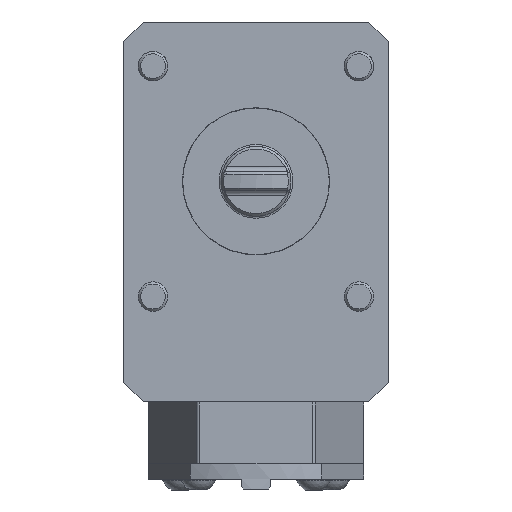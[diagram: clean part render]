
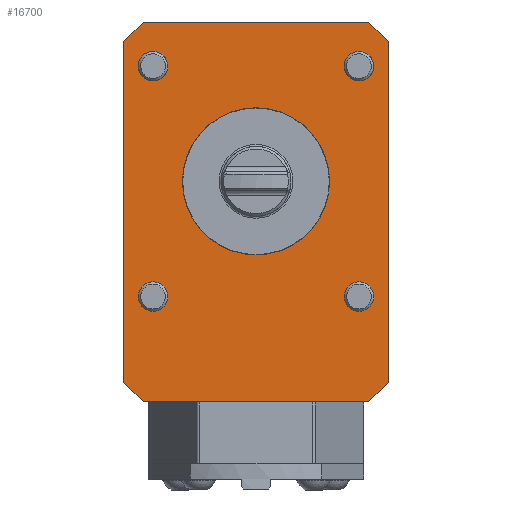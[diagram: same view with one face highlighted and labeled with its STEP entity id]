
A CAD part, front view. The second image highlights one B-rep face of the part: STEP entity #16700.
In plain terms, the highlighted planar face has unit normal (0, -1, 0).
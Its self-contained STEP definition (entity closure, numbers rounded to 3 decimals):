
#593 = DIRECTION ( 'NONE',  ( 1., 0., 0. ) ) ;
#1329 = DIRECTION ( 'NONE',  ( 0.707, 0., -0.707 ) ) ;
#1461 = VERTEX_POINT ( 'NONE', #9530 ) ;
#1485 = ORIENTED_EDGE ( 'NONE', *, *, #20737, .F. ) ;
#1499 = LINE ( 'NONE', #10122, #8345 ) ;
#1684 = ORIENTED_EDGE ( 'NONE', *, *, #6050, .T. ) ;
#1686 = EDGE_LOOP ( 'NONE', ( #1485 ) ) ;
#1790 = ORIENTED_EDGE ( 'NONE', *, *, #6968, .F. ) ;
#1906 = FACE_BOUND ( 'NONE', #25508, .T. ) ;
#1992 = AXIS2_PLACEMENT_3D ( 'NONE', #23109, #9586, #25950 ) ;
#2022 = VECTOR ( 'NONE', #16768, 1000. ) ;
#2461 = EDGE_CURVE ( 'NONE', #1461, #25207, #16180, .T. ) ;
#2578 = EDGE_CURVE ( 'NONE', #4516, #5311, #18264, .T. ) ;
#2641 = AXIS2_PLACEMENT_3D ( 'NONE', #24317, #5918, #17492 ) ;
#3206 = AXIS2_PLACEMENT_3D ( 'NONE', #11343, #16067, #11193 ) ;
#3241 = AXIS2_PLACEMENT_3D ( 'NONE', #11025, #13552, #20501 ) ;
#3452 = DIRECTION ( 'NONE',  ( 1., 0., 0. ) ) ;
#3646 = CARTESIAN_POINT ( 'NONE',  ( -42., 0., 47. ) ) ;
#3701 = VECTOR ( 'NONE', #13551, 1000. ) ;
#4516 = VERTEX_POINT ( 'NONE', #18986 ) ;
#5311 = VERTEX_POINT ( 'NONE', #19890 ) ;
#5397 = EDGE_LOOP ( 'NONE', ( #15890 ) ) ;
#5918 = DIRECTION ( 'NONE',  ( 0., -1., 0. ) ) ;
#6050 = EDGE_CURVE ( 'NONE', #8980, #26564, #25272, .T. ) ;
#6614 = CARTESIAN_POINT ( 'NONE',  ( -42., 0., -47. ) ) ;
#6694 = AXIS2_PLACEMENT_3D ( 'NONE', #6614, #11378, #17895 ) ;
#6968 = EDGE_CURVE ( 'NONE', #25155, #25207, #1499, .T. ) ;
#7894 = ORIENTED_EDGE ( 'NONE', *, *, #11956, .T. ) ;
#8345 = VECTOR ( 'NONE', #3452, 1000. ) ;
#8980 = VERTEX_POINT ( 'NONE', #12895 ) ;
#8988 = EDGE_CURVE ( 'NONE', #26211, #26211, #17149, .T. ) ;
#9286 = ORIENTED_EDGE ( 'NONE', *, *, #19609, .F. ) ;
#9530 = CARTESIAN_POINT ( 'NONE',  ( 54., 0., 57. ) ) ;
#9586 = DIRECTION ( 'NONE',  ( 0., -1., 0. ) ) ;
#9795 = EDGE_CURVE ( 'NONE', #25155, #4516, #17210, .T. ) ;
#10122 = CARTESIAN_POINT ( 'NONE',  ( -54., 0., 65. ) ) ;
#10356 = CIRCLE ( 'NONE', #19373, 6. ) ;
#10572 = DIRECTION ( 'NONE',  ( 0.707, 0., 0.707 ) ) ;
#11025 = CARTESIAN_POINT ( 'NONE',  ( 42., 0., -47. ) ) ;
#11171 = DIRECTION ( 'NONE',  ( -0.707, 0., 0.707 ) ) ;
#11189 = CARTESIAN_POINT ( 'NONE',  ( 54., 0., -82. ) ) ;
#11193 = DIRECTION ( 'NONE',  ( -1., 0., 0. ) ) ;
#11343 = CARTESIAN_POINT ( 'NONE',  ( 0., 0., 0. ) ) ;
#11378 = DIRECTION ( 'NONE',  ( 0., -1., 0. ) ) ;
#11694 = DIRECTION ( 'NONE',  ( 0., 0., -1. ) ) ;
#11848 = EDGE_CURVE ( 'NONE', #19952, #19952, #28852, .T. ) ;
#11956 = EDGE_CURVE ( 'NONE', #26564, #17748, #14874, .T. ) ;
#12267 = EDGE_CURVE ( 'NONE', #5311, #8980, #21822, .T. ) ;
#12538 = VECTOR ( 'NONE', #11694, 1000. ) ;
#12770 = CARTESIAN_POINT ( 'NONE',  ( 46., 0., -90. ) ) ;
#12895 = CARTESIAN_POINT ( 'NONE',  ( -46., 0., -90. ) ) ;
#13391 = CIRCLE ( 'NONE', #1992, 6. ) ;
#13551 = DIRECTION ( 'NONE',  ( 0., 0., -1. ) ) ;
#13552 = DIRECTION ( 'NONE',  ( 0., -1., 0. ) ) ;
#13777 = CARTESIAN_POINT ( 'NONE',  ( 54., 0., 65. ) ) ;
#14155 = ORIENTED_EDGE ( 'NONE', *, *, #24240, .F. ) ;
#14874 = LINE ( 'NONE', #24366, #15607 ) ;
#15061 = DIRECTION ( 'NONE',  ( 1., 0., 0. ) ) ;
#15115 = FACE_BOUND ( 'NONE', #17927, .T. ) ;
#15135 = ORIENTED_EDGE ( 'NONE', *, *, #12267, .T. ) ;
#15253 = FACE_BOUND ( 'NONE', #5397, .T. ) ;
#15538 = VECTOR ( 'NONE', #11171, 1000. ) ;
#15559 = CIRCLE ( 'NONE', #3241, 6. ) ;
#15607 = VECTOR ( 'NONE', #10572, 1000. ) ;
#15639 = VERTEX_POINT ( 'NONE', #27524 ) ;
#15890 = ORIENTED_EDGE ( 'NONE', *, *, #11848, .F. ) ;
#16067 = DIRECTION ( 'NONE',  ( 0., -1., 0. ) ) ;
#16180 = LINE ( 'NONE', #25263, #15538 ) ;
#16315 = ORIENTED_EDGE ( 'NONE', *, *, #9795, .T. ) ;
#16384 = CARTESIAN_POINT ( 'NONE',  ( -46., 0., 65. ) ) ;
#16565 = LINE ( 'NONE', #13777, #12538 ) ;
#16700 = ADVANCED_FACE ( 'Defeature completata1_168', ( #1906, #21812, #15115, #26275, #20009, #15253 ), #26430, .T. ) ;
#16768 = DIRECTION ( 'NONE',  ( -0.707, 0., -0.707 ) ) ;
#17032 = VECTOR ( 'NONE', #1329, 1000. ) ;
#17149 = CIRCLE ( 'NONE', #6694, 6. ) ;
#17210 = LINE ( 'NONE', #18848, #2022 ) ;
#17492 = DIRECTION ( 'NONE',  ( 0., 0., -1. ) ) ;
#17748 = VERTEX_POINT ( 'NONE', #11189 ) ;
#17895 = DIRECTION ( 'NONE',  ( 1., 0., 0. ) ) ;
#17927 = EDGE_LOOP ( 'NONE', ( #14155 ) ) ;
#18264 = LINE ( 'NONE', #24813, #3701 ) ;
#18848 = CARTESIAN_POINT ( 'NONE',  ( -55.5, 0., 55.5 ) ) ;
#18986 = CARTESIAN_POINT ( 'NONE',  ( -54., 0., 57. ) ) ;
#19373 = AXIS2_PLACEMENT_3D ( 'NONE', #3646, #21758, #15061 ) ;
#19609 = EDGE_CURVE ( 'NONE', #20382, #20382, #10356, .T. ) ;
#19890 = CARTESIAN_POINT ( 'NONE',  ( -54., 0., -82. ) ) ;
#19952 = VERTEX_POINT ( 'NONE', #29053 ) ;
#20009 = FACE_OUTER_BOUND ( 'NONE', #20233, .T. ) ;
#20233 = EDGE_LOOP ( 'NONE', ( #22495, #23060, #1790, #16315, #20914, #15135, #1684, #7894 ) ) ;
#20382 = VERTEX_POINT ( 'NONE', #29363 ) ;
#20501 = DIRECTION ( 'NONE',  ( 1., 0., 0. ) ) ;
#20580 = EDGE_LOOP ( 'NONE', ( #9286 ) ) ;
#20737 = EDGE_CURVE ( 'NONE', #15639, #15639, #15559, .T. ) ;
#20807 = CARTESIAN_POINT ( 'NONE',  ( -54., 0., -90. ) ) ;
#20914 = ORIENTED_EDGE ( 'NONE', *, *, #2578, .T. ) ;
#21758 = DIRECTION ( 'NONE',  ( 0., -1., 0. ) ) ;
#21812 = FACE_BOUND ( 'NONE', #1686, .T. ) ;
#21822 = LINE ( 'NONE', #28682, #17032 ) ;
#22495 = ORIENTED_EDGE ( 'NONE', *, *, #27496, .F. ) ;
#23060 = ORIENTED_EDGE ( 'NONE', *, *, #2461, .T. ) ;
#23109 = CARTESIAN_POINT ( 'NONE',  ( 42., 0., 47. ) ) ;
#23524 = CARTESIAN_POINT ( 'NONE',  ( 46., 0., 65. ) ) ;
#24122 = CARTESIAN_POINT ( 'NONE',  ( -36., 0., -47. ) ) ;
#24240 = EDGE_CURVE ( 'NONE', #25882, #25882, #13391, .T. ) ;
#24317 = CARTESIAN_POINT ( 'NONE',  ( 0., 0., 0. ) ) ;
#24366 = CARTESIAN_POINT ( 'NONE',  ( 68., 0., -68. ) ) ;
#24813 = CARTESIAN_POINT ( 'NONE',  ( -54., 0., 65. ) ) ;
#24858 = VECTOR ( 'NONE', #593, 1000. ) ;
#25155 = VERTEX_POINT ( 'NONE', #16384 ) ;
#25207 = VERTEX_POINT ( 'NONE', #23524 ) ;
#25263 = CARTESIAN_POINT ( 'NONE',  ( 55.5, 0., 55.5 ) ) ;
#25272 = LINE ( 'NONE', #20807, #24858 ) ;
#25508 = EDGE_LOOP ( 'NONE', ( #27613 ) ) ;
#25882 = VERTEX_POINT ( 'NONE', #27819 ) ;
#25950 = DIRECTION ( 'NONE',  ( 1., 0., 0. ) ) ;
#26211 = VERTEX_POINT ( 'NONE', #24122 ) ;
#26275 = FACE_BOUND ( 'NONE', #20580, .T. ) ;
#26430 = PLANE ( 'NONE',  #2641 ) ;
#26564 = VERTEX_POINT ( 'NONE', #12770 ) ;
#27496 = EDGE_CURVE ( 'NONE', #1461, #17748, #16565, .T. ) ;
#27524 = CARTESIAN_POINT ( 'NONE',  ( 48., 0., -47. ) ) ;
#27613 = ORIENTED_EDGE ( 'NONE', *, *, #8988, .F. ) ;
#27819 = CARTESIAN_POINT ( 'NONE',  ( 48., 0., 47. ) ) ;
#28682 = CARTESIAN_POINT ( 'NONE',  ( -68., 0., -68. ) ) ;
#28852 = CIRCLE ( 'NONE', #3206, 30.018 ) ;
#29053 = CARTESIAN_POINT ( 'NONE',  ( -30.018, 0., 0. ) ) ;
#29363 = CARTESIAN_POINT ( 'NONE',  ( -36., 0., 47. ) ) ;
